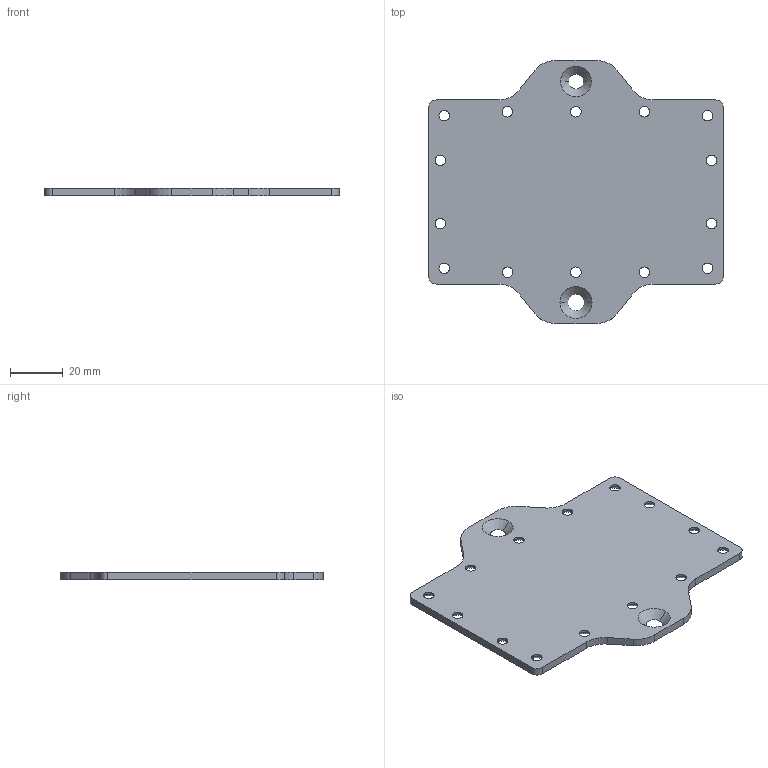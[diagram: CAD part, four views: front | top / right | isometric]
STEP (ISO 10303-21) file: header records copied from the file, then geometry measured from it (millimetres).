
FILE_DESCRIPTION (( 'STEP AP214' ), '1' );
FILE_NAME ('lid.STEP', '2016-01-18T12:51:27', ( '' ), ( '' ), 'SwSTEP 2.0', 'SolidWorks 2016', '' );
FILE_SCHEMA (( 'AUTOMOTIVE_DESIGN' ));
Length unit declared in the file: millimetre
Products named in the file (1): lid
Bounding box: 112 x 100 x 3 mm (x, y, z)
Volume: 25341.7 mm3; surface area: 19038.8 mm2
Topology: 1 solids, 1 shells, 86 faces, 224 edges, 140 vertices
Faces by surface type: cylinder 40, cone 32, plane 14
Entity records: 2758 total; most frequent: DIRECTION 514, CARTESIAN_POINT 451, ORIENTED_EDGE 448, EDGE_CURVE 224, AXIS2_PLACEMENT_3D 203, VERTEX_POINT 140, EDGE_LOOP 118, CIRCLE 116
